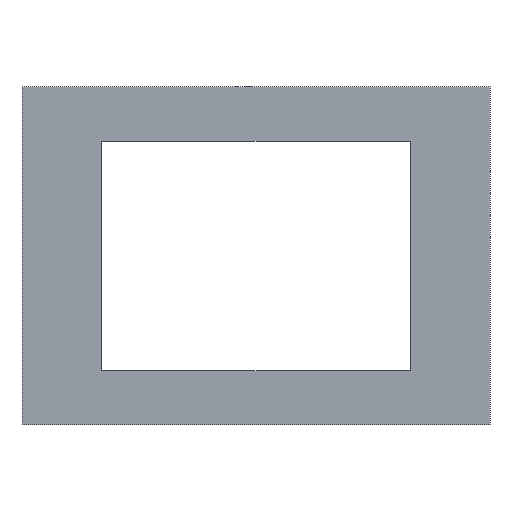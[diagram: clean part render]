
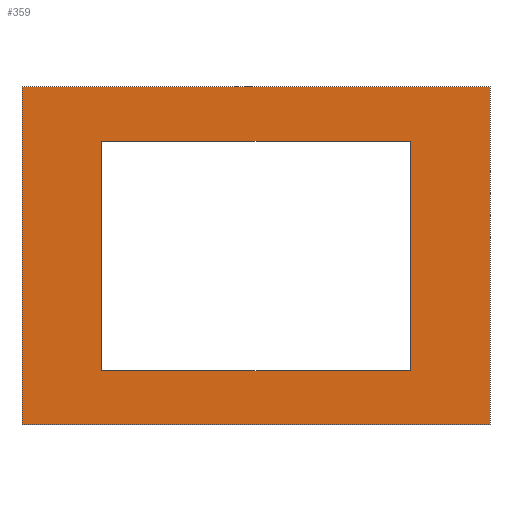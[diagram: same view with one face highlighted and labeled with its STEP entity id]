
A CAD part, front view. The second image highlights one B-rep face of the part: STEP entity #359.
In plain terms, the highlighted planar face has unit normal (0, -1, 0).
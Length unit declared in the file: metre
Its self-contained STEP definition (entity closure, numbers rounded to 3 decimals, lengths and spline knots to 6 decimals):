
#100=ORIENTED_EDGE('',*,*,#135,.F.);
#101=ORIENTED_EDGE('',*,*,#139,.F.);
#102=ORIENTED_EDGE('',*,*,#131,.T.);
#103=ORIENTED_EDGE('',*,*,#128,.T.);
#104=ORIENTED_EDGE('',*,*,#149,.F.);
#105=ORIENTED_EDGE('',*,*,#152,.F.);
#106=ORIENTED_EDGE('',*,*,#154,.F.);
#107=ORIENTED_EDGE('',*,*,#155,.F.);
#128=EDGE_CURVE('',#175,#174,#208,.T.);
#131=EDGE_CURVE('',#177,#175,#211,.T.);
#135=EDGE_CURVE('',#179,#174,#215,.T.);
#139=EDGE_CURVE('',#177,#179,#219,.T.);
#149=EDGE_CURVE('',#184,#185,#229,.T.);
#152=EDGE_CURVE('',#186,#184,#232,.T.);
#154=EDGE_CURVE('',#187,#186,#234,.T.);
#155=EDGE_CURVE('',#185,#187,#235,.T.);
#174=VERTEX_POINT('',#522);
#175=VERTEX_POINT('',#524);
#177=VERTEX_POINT('',#530);
#179=VERTEX_POINT('',#536);
#184=VERTEX_POINT('',#561);
#185=VERTEX_POINT('',#563);
#186=VERTEX_POINT('',#567);
#187=VERTEX_POINT('',#571);
#208=LINE('',#523,#256);
#211=LINE('',#529,#259);
#215=LINE('',#537,#263);
#219=LINE('',#542,#267);
#229=LINE('',#562,#277);
#232=LINE('',#568,#280);
#234=LINE('',#572,#282);
#235=LINE('',#574,#283);
#256=VECTOR('',#425,1.);
#259=VECTOR('',#430,1.);
#263=VECTOR('',#436,1.);
#267=VECTOR('',#442,1.);
#277=VECTOR('',#462,1.);
#280=VECTOR('',#467,1.);
#282=VECTOR('',#471,1.);
#283=VECTOR('',#474,1.);
#302=EDGE_LOOP('',(#100,#101,#102,#103));
#303=EDGE_LOOP('',(#104,#105,#106,#107));
#322=FACE_BOUND('',#302,.T.);
#323=FACE_BOUND('',#303,.T.);
#341=PLANE('',#390);
#359=ADVANCED_FACE('',(#322,#323),#341,.T.);
#390=AXIS2_PLACEMENT_3D('',#575,#475,#476);
#425=DIRECTION('',(-1.,0.,0.));
#430=DIRECTION('',(0.,0.,1.));
#436=DIRECTION('',(0.,0.,1.));
#442=DIRECTION('',(-1.,0.,0.));
#462=DIRECTION('',(-1.,0.,0.));
#467=DIRECTION('',(0.,0.,1.));
#471=DIRECTION('',(1.,0.,0.));
#474=DIRECTION('',(0.,0.,-1.));
#475=DIRECTION('',(0.,-1.,0.));
#476=DIRECTION('',(1.,0.,0.));
#522=CARTESIAN_POINT('',(-0.09,0.0022,0.065));
#523=CARTESIAN_POINT('',(0.,0.0022,0.065));
#524=CARTESIAN_POINT('',(0.09,0.0022,0.065));
#529=CARTESIAN_POINT('',(0.09,0.0022,0.));
#530=CARTESIAN_POINT('',(0.09,0.0022,-0.065));
#536=CARTESIAN_POINT('',(-0.09,0.0022,-0.065));
#537=CARTESIAN_POINT('',(-0.09,0.0022,0.));
#542=CARTESIAN_POINT('',(0.,0.0022,-0.065));
#561=CARTESIAN_POINT('',(0.059389,0.0022,0.044112));
#562=CARTESIAN_POINT('',(0.,0.0022,0.044112));
#563=CARTESIAN_POINT('',(-0.059389,0.0022,0.044112));
#567=CARTESIAN_POINT('',(0.059389,0.0022,-0.044112));
#568=CARTESIAN_POINT('',(0.059389,0.0022,0.));
#571=CARTESIAN_POINT('',(-0.059389,0.0022,-0.044112));
#572=CARTESIAN_POINT('',(0.,0.0022,-0.044112));
#574=CARTESIAN_POINT('',(-0.059389,0.0022,0.));
#575=CARTESIAN_POINT('',(0.,0.0022,0.));
